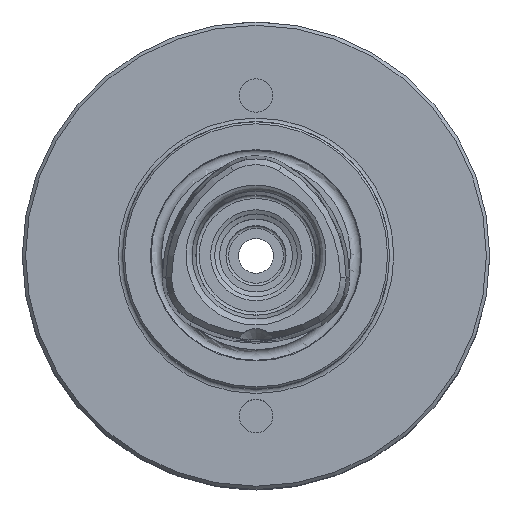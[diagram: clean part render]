
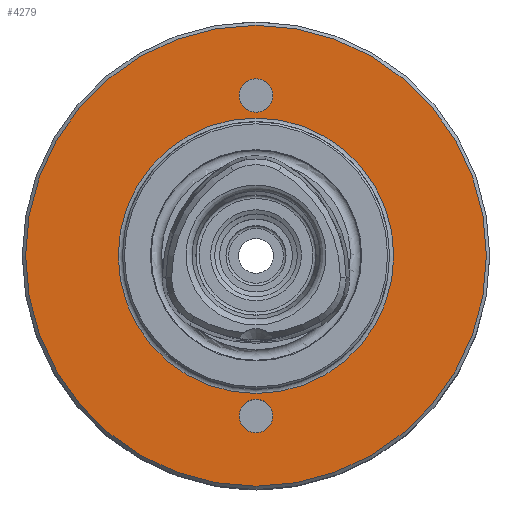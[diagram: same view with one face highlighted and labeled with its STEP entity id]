
A CAD part, top view. The second image highlights one B-rep face of the part: STEP entity #4279.
In plain terms, the highlighted planar face has unit normal (0, 0, 1).
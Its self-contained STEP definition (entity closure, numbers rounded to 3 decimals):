
#176=PLANE('',#4611);
#793=ORIENTED_EDGE('',*,*,#1022,.T.);
#794=ORIENTED_EDGE('',*,*,#1040,.F.);
#795=ORIENTED_EDGE('',*,*,#1035,.T.);
#796=ORIENTED_EDGE('',*,*,#1023,.T.);
#1022=EDGE_CURVE('',#1355,#1355,#1622,.T.);
#1023=EDGE_CURVE('',#1356,#1356,#1623,.T.);
#1035=EDGE_CURVE('',#1368,#1368,#1635,.T.);
#1040=EDGE_CURVE('',#1373,#1373,#1640,.T.);
#1355=VERTEX_POINT('',#5733);
#1356=VERTEX_POINT('',#5736);
#1368=VERTEX_POINT('',#5771);
#1373=VERTEX_POINT('',#5784);
#1622=CIRCLE('',#4398,2.5);
#1623=CIRCLE('',#4400,2.5);
#1635=CIRCLE('',#4423,34.5);
#1640=CIRCLE('',#4431,20.625);
#1988=EDGE_LOOP('',(#793));
#1989=EDGE_LOOP('',(#794));
#1990=EDGE_LOOP('',(#795));
#1991=EDGE_LOOP('',(#796));
#2364=FACE_BOUND('',#1988,.T.);
#2365=FACE_BOUND('',#1989,.T.);
#2366=FACE_BOUND('',#1990,.T.);
#2367=FACE_BOUND('',#1991,.T.);
#4279=ADVANCED_FACE('',(#2364,#2365,#2366,#2367),#176,.T.);
#4398=AXIS2_PLACEMENT_3D('',#5732,#4830,#4831);
#4400=AXIS2_PLACEMENT_3D('',#5735,#4834,#4835);
#4423=AXIS2_PLACEMENT_3D('',#5770,#4880,#4881);
#4431=AXIS2_PLACEMENT_3D('',#5783,#4896,#4897);
#4611=AXIS2_PLACEMENT_3D('',#6491,#5310,#5311);
#4830=DIRECTION('',(0.,0.,-1.));
#4831=DIRECTION('',(0.,-1.,0.));
#4834=DIRECTION('',(0.,0.,-1.));
#4835=DIRECTION('',(0.,-1.,0.));
#4880=DIRECTION('',(0.,0.,1.));
#4881=DIRECTION('',(1.,0.,0.));
#4896=DIRECTION('',(0.,0.,1.));
#4897=DIRECTION('',(1.,0.,0.));
#5310=DIRECTION('',(0.,0.,1.));
#5311=DIRECTION('',(1.,0.,0.));
#5732=CARTESIAN_POINT('',(0.,24.,-36.));
#5733=CARTESIAN_POINT('',(0.,21.5,-36.));
#5735=CARTESIAN_POINT('',(0.,-24.,-36.));
#5736=CARTESIAN_POINT('',(0.,-26.5,-36.));
#5770=CARTESIAN_POINT('',(0.,0.,-36.));
#5771=CARTESIAN_POINT('',(34.5,0.,-36.));
#5783=CARTESIAN_POINT('',(0.,0.,-36.));
#5784=CARTESIAN_POINT('',(20.625,0.,-36.));
#6491=CARTESIAN_POINT('',(0.,20.625,-36.));
